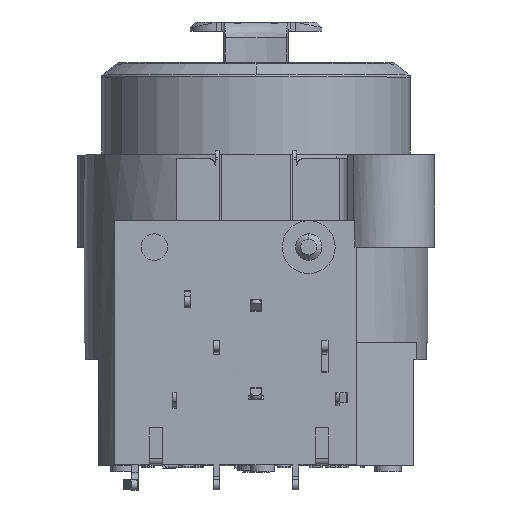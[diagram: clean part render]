
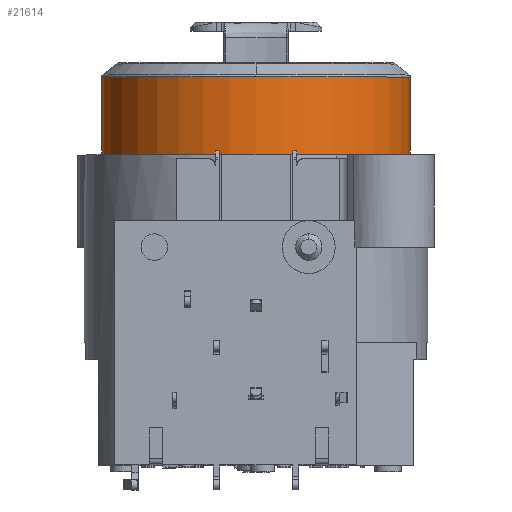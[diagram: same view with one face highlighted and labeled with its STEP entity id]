
A CAD part, top view. The second image highlights one B-rep face of the part: STEP entity #21614.
In plain terms, the highlighted cylindrical face has radius 11.7 mm (diameter 23.4 mm), a partial arc.
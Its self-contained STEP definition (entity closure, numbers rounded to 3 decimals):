
#2191=CARTESIAN_POINT('',(0.,-7.,0.));
#2192=DIRECTION('',(0.,1.,0.));
#2193=DIRECTION('',(-1.,0.,0.));
#2194=AXIS2_PLACEMENT_3D('',#2191,#2192,#2193);
#2618=DIRECTION('',(0.,-1.,0.));
#2619=VECTOR('',#2618,5.903);
#2620=CARTESIAN_POINT('',(11.7,-1.097,0.));
#2621=LINE('',#2620,#2619);
#2622=DIRECTION('',(0.,-1.,0.));
#2623=VECTOR('',#2622,5.903);
#2624=CARTESIAN_POINT('',(-11.7,-1.097,0.));
#2625=LINE('',#2624,#2623);
#2669=CARTESIAN_POINT('',(0.,-1.097,0.));
#2670=DIRECTION('',(0.,-1.,0.));
#2671=DIRECTION('',(1.,0.,0.));
#2672=AXIS2_PLACEMENT_3D('',#2669,#2670,#2671);
#2674=CARTESIAN_POINT('',(0.,-1.097,0.));
#2675=DIRECTION('',(0.,-1.,0.));
#2676=DIRECTION('',(1.,0.,0.003));
#2677=AXIS2_PLACEMENT_3D('',#2674,#2675,#2676);
#4510=CARTESIAN_POINT('',(0.,-1.097,0.));
#4511=DIRECTION('',(0.,-1.,0.));
#4512=DIRECTION('',(0.,0.,1.));
#4513=AXIS2_PLACEMENT_3D('',#4510,#4511,#4512);
#16215=CARTESIAN_POINT('',(-11.7,-7.,0.));
#16216=CARTESIAN_POINT('',(11.7,-7.,0.));
#16217=VERTEX_POINT('',#16215);
#16218=VERTEX_POINT('',#16216);
#17058=CARTESIAN_POINT('',(11.7,-1.097,0.));
#17059=VERTEX_POINT('',#17058);
#17062=CARTESIAN_POINT('',(-11.7,-1.097,0.));
#17063=VERTEX_POINT('',#17062);
#17066=CARTESIAN_POINT('',(0.,-1.097,11.7));
#17067=VERTEX_POINT('',#17066);
#17068=CARTESIAN_POINT('',(11.7,-1.097,
0.035));
#17069=VERTEX_POINT('',#17068);
#21596=CARTESIAN_POINT('',(0.,0.,0.));
#21597=DIRECTION('',(0.,-1.,0.));
#21598=DIRECTION('',(1.,0.,0.));
#21599=AXIS2_PLACEMENT_3D('',#21596,#21597,#21598);
#21600=CYLINDRICAL_SURFACE('',#21599,11.7);
#21601=ORIENTED_EDGE('',*,*,#20969,.F.);
#21603=ORIENTED_EDGE('',*,*,#21602,.F.);
#21605=ORIENTED_EDGE('',*,*,#21604,.F.);
#21607=ORIENTED_EDGE('',*,*,#21606,.F.);
#21609=ORIENTED_EDGE('',*,*,#21608,.F.);
#21611=ORIENTED_EDGE('',*,*,#21610,.T.);
#21612=EDGE_LOOP('',(#21601,#21603,#21605,#21607,#21609,#21611));
#21613=FACE_OUTER_BOUND('',#21612,.F.);
#2195=CIRCLE('',#2194,11.7);
#2673=CIRCLE('',#2672,11.7);
#2678=CIRCLE('',#2677,11.7);
#4514=CIRCLE('',#4513,11.7);
#20969=EDGE_CURVE('',#16217,#16218,#2195,.T.);
#21602=EDGE_CURVE('',#17063,#16217,#2625,.T.);
#21604=EDGE_CURVE('',#17067,#17063,#4514,.T.);
#21606=EDGE_CURVE('',#17069,#17067,#2678,.T.);
#21608=EDGE_CURVE('',#17059,#17069,#2673,.T.);
#21610=EDGE_CURVE('',#17059,#16218,#2621,.T.);
#21614=ADVANCED_FACE('',(#21613),#21600,.T.);
